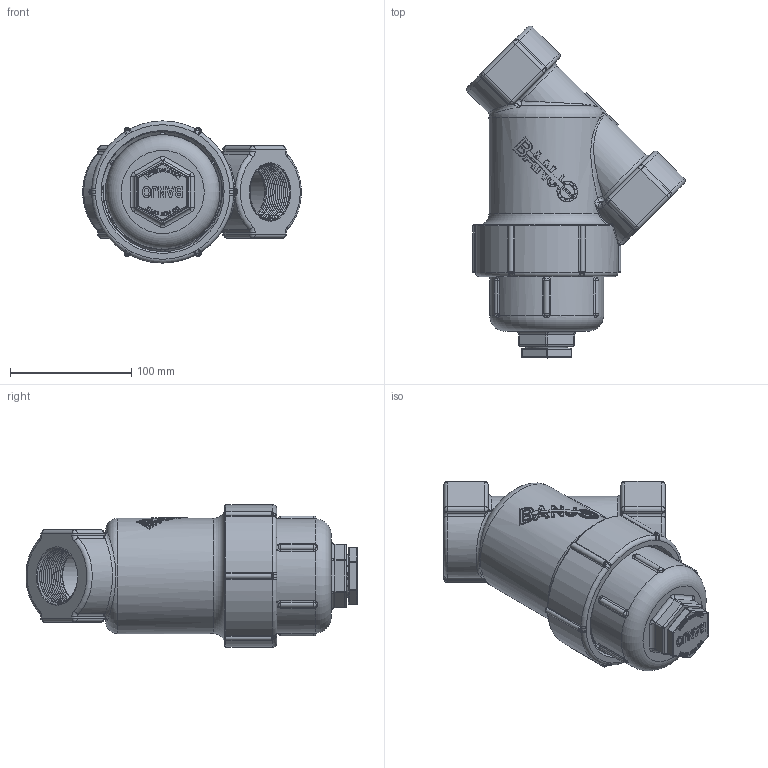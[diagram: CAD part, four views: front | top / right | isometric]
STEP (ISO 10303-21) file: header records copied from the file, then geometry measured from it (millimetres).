
FILE_DESCRIPTION(/* description */ ('1-1/2" LINE STRAINER-120 MESH SCREEN'),/* implementation_level */ '2;1');
FILE_NAME(/* name */ 'LS150-120.stp',/* time_stamp */ '2023-07-20T15:25:42-04:00',/* author */ ('MJC'),/* organization */ (''),/* preprocessor_version */ 'ST-DEVELOPER v18.1',/* originating_system */ 'Autodesk Inventor 2022',/* authorisation */ '');
FILE_SCHEMA (('AUTOMOTIVE_DESIGN { 1 0 10303 214 3 1 1 }'));
Length unit declared in the file: inch
Products named in the file (8): LS150-120; LS150-B; LS150-C; LS150XC; LSQ200-PL; LSQ200-R; LS150-G; LS2120
Assembly tree (7 placements, depth 3):
  LS150-120
    LS150-B
    LS150-C
      LS150XC
      LSQ200-PL
      LSQ200-R
    LS150-G
    LS2120
Bounding box: 180.35 x 274.22 x 117.47 mm (x, y, z)
Volume: 958006.1 mm3; surface area: 309540.3 mm2
Topology: 6 solids, 6 shells, 1758 faces, 4539 edges, 2874 vertices
Faces by surface type: plane 875, bspline 405, cylinder 302, torus 88, sphere 52, cone 36
Full cylindrical faces by diameter (mm): 19.05 x1, 33.401 x1, 43.18 x2, 44.726 x22, 55.626 x1, 60.452 x1, 66.04 x1, 67.716 x2, 76.2 x1, 79.502 x1, 82.728 x1, 85.852 x1, 86.233 x1, 91.567 x1, 94.038 x3, 94.727 x4, 101.6 x2
Entity records: 73472 total; most frequent: CARTESIAN_POINT 32855, ORIENTED_EDGE 9002, DIRECTION 7291, EDGE_CURVE 4501, VERTEX_POINT 2872, AXIS2_PLACEMENT_3D 2443, LINE 2405, VECTOR 2405
